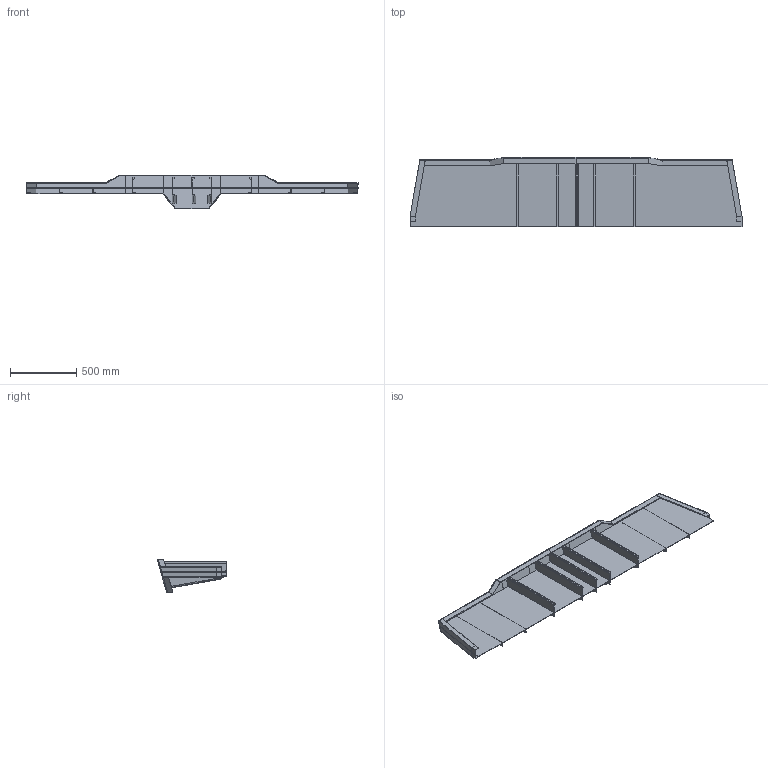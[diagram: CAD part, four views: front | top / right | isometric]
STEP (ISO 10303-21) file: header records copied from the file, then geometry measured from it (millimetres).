
FILE_DESCRIPTION (( 'STEP AP214' ), '1' );
FILE_NAME ('23321.362111.001.01_Íîñîâàÿ ïåðåãîðîäêà.STEP', '2017-06-27T21:01:25', ( '' ), ( '' ), 'SwSTEP 2.0', 'SolidWorks 2015', '' );
FILE_SCHEMA (( 'AUTOMOTIVE_DESIGN' ));
Length unit declared in the file: millimetre
Products named in the file (1): 23321.362111.001.01_Íîñîâàÿ ïåðåãîðîäêà
Bounding box: 2506 x 526.05 x 252.93 mm (x, y, z)
Volume: 8552551.2 mm3; surface area: 4876857.6 mm2
Topology: 29 solids, 29 shells, 412 faces, 959 edges, 605 vertices
Faces by surface type: plane 321, cylinder 91
Entity records: 11785 total; most frequent: CARTESIAN_POINT 2316, ORIENTED_EDGE 1918, DIRECTION 1780, EDGE_CURVE 959, VECTOR 778, LINE 778, VERTEX_POINT 605, AXIS2_PLACEMENT_3D 501
